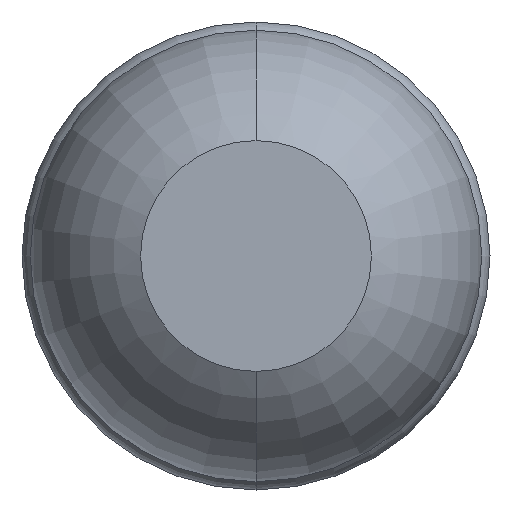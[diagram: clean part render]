
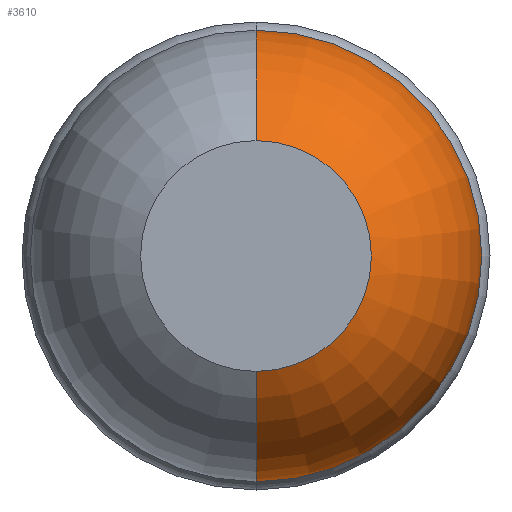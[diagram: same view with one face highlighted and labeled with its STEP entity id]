
A CAD part, front view. The second image highlights one B-rep face of the part: STEP entity #3610.
In plain terms, the highlighted toroidal (fillet/blend) face has major radius 0.035 mm and minor radius 0.65 mm.
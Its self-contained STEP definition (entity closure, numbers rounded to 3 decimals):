
#122 = DIRECTION ( 'NONE',  ( 0., 0., 1. ) ) ;
#253 = CIRCLE ( 'NONE', #1893, 0.65 ) ;
#260 = CARTESIAN_POINT ( 'NONE',  ( 0., -25., -0.35 ) ) ;
#652 = CARTESIAN_POINT ( 'NONE',  ( 0., -24.431, -0.685 ) ) ;
#702 = VERTEX_POINT ( 'NONE', #652 ) ;
#767 = CIRCLE ( 'NONE', #3017, 0.35 ) ;
#807 = EDGE_LOOP ( 'NONE', ( #2101, #957, #1930, #3048 ) ) ;
#815 = CARTESIAN_POINT ( 'NONE',  ( 0., -24.431, 0. ) ) ;
#944 = EDGE_CURVE ( 'NONE', #702, #1556, #3751, .T. ) ;
#957 = ORIENTED_EDGE ( 'NONE', *, *, #1712, .T. ) ;
#990 = TOROIDAL_SURFACE ( 'NONE', #1692, 0.035, 0.65 ) ;
#1253 = CIRCLE ( 'NONE', #1605, 0.685 ) ;
#1556 = VERTEX_POINT ( 'NONE', #260 ) ;
#1582 = DIRECTION ( 'NONE',  ( 0., -1., 0. ) ) ;
#1605 = AXIS2_PLACEMENT_3D ( 'NONE', #1865, #1582, #1928 ) ;
#1684 = FACE_OUTER_BOUND ( 'NONE', #807, .T. ) ;
#1692 = AXIS2_PLACEMENT_3D ( 'NONE', #815, #4214, #1831 ) ;
#1712 = EDGE_CURVE ( 'NONE', #4317, #1900, #253, .T. ) ;
#1831 = DIRECTION ( 'NONE',  ( 0., 0., -1. ) ) ;
#1865 = CARTESIAN_POINT ( 'NONE',  ( 0., -24.431, 0. ) ) ;
#1893 = AXIS2_PLACEMENT_3D ( 'NONE', #2354, #3023, #3377 ) ;
#1900 = VERTEX_POINT ( 'NONE', #4306 ) ;
#1912 = AXIS2_PLACEMENT_3D ( 'NONE', #2543, #2184, #122 ) ;
#1928 = DIRECTION ( 'NONE',  ( 0., 0., -1. ) ) ;
#1930 = ORIENTED_EDGE ( 'NONE', *, *, #2229, .F. ) ;
#2101 = ORIENTED_EDGE ( 'NONE', *, *, #3776, .T. ) ;
#2184 = DIRECTION ( 'NONE',  ( -1., 0., 0. ) ) ;
#2229 = EDGE_CURVE ( 'Defeature ausgef�hrt1_16+Defeature ausgef�hrt1_13+Defeature ausgef�hrt1_13+Defeature ausgef�hrt1_13', #1556, #1900, #767, .T. ) ;
#2354 = CARTESIAN_POINT ( 'NONE',  ( 0., -24.431, 0.035 ) ) ;
#2459 = CARTESIAN_POINT ( 'NONE',  ( 0., -25., 0. ) ) ;
#2543 = CARTESIAN_POINT ( 'NONE',  ( 0., -24.431, -0.035 ) ) ;
#3017 = AXIS2_PLACEMENT_3D ( 'NONE', #2459, #3142, #3850 ) ;
#3023 = DIRECTION ( 'NONE',  ( 1., 0., 0. ) ) ;
#3048 = ORIENTED_EDGE ( 'NONE', *, *, #944, .F. ) ;
#3142 = DIRECTION ( 'NONE',  ( 0., -1., 0. ) ) ;
#3377 = DIRECTION ( 'NONE',  ( 0., 0., -1. ) ) ;
#3610 = ADVANCED_FACE ( 'Defeature ausgef�hrt1_13', ( #1684 ), #990, .T. ) ;
#3751 = CIRCLE ( 'NONE', #1912, 0.65 ) ;
#3776 = EDGE_CURVE ( 'Defeature ausgef�hrt1_13+Defeature ausgef�hrt1_14+Defeature ausgef�hrt1_14+Defeature ausgef�hrt1_14', #702, #4317, #1253, .T. ) ;
#3850 = DIRECTION ( 'NONE',  ( 0., 0., -1. ) ) ;
#4214 = DIRECTION ( 'NONE',  ( 0., -1., 0. ) ) ;
#4306 = CARTESIAN_POINT ( 'NONE',  ( 0., -25., 0.35 ) ) ;
#4307 = CARTESIAN_POINT ( 'NONE',  ( 0., -24.431, 0.685 ) ) ;
#4317 = VERTEX_POINT ( 'NONE', #4307 ) ;
